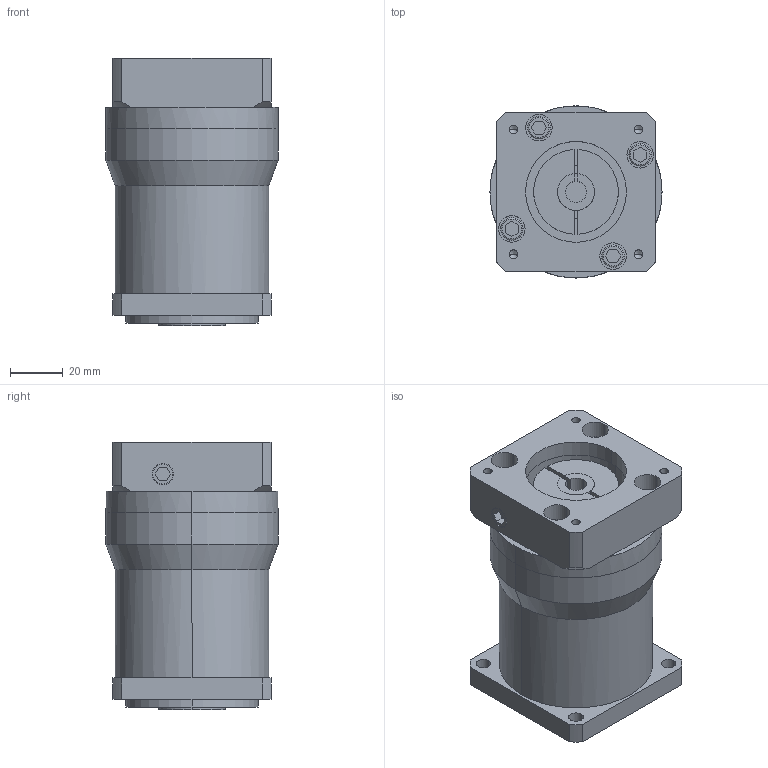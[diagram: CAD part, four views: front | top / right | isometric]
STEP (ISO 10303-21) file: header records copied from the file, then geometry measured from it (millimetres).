
FILE_DESCRIPTION (( 'STEP AP214' ), '1' );
FILE_NAME ('VGK60双级模型（8-21 38.1-2 4-4.5-47.14-47.14）.STEP', '2018-06-20T08:59:48', ( 'Windows' ), ( 'Microsoft' ), 'SwSTEP 2.0', 'SolidWorks 2016', '' );
FILE_SCHEMA (( 'AUTOMOTIVE_DESIGN' ));
Length unit declared in the file: millimetre
Products named in the file (1): VGK60双级模型（8-21 38.1-2 4-4.5-47.14-47.14）
Bounding box: 65 x 65 x 101 mm (x, y, z)
Volume: 273030.9 mm3; surface area: 48716.1 mm2
Topology: 3 solids, 3 shells, 203 faces, 485 edges, 310 vertices
Faces by surface type: plane 99, cylinder 82, cone 14, torus 8
Entity records: 6406 total; most frequent: CARTESIAN_POINT 1081, DIRECTION 1073, ORIENTED_EDGE 954, EDGE_CURVE 477, AXIS2_PLACEMENT_3D 402, VERTEX_POINT 310, LINE 269, VECTOR 269
